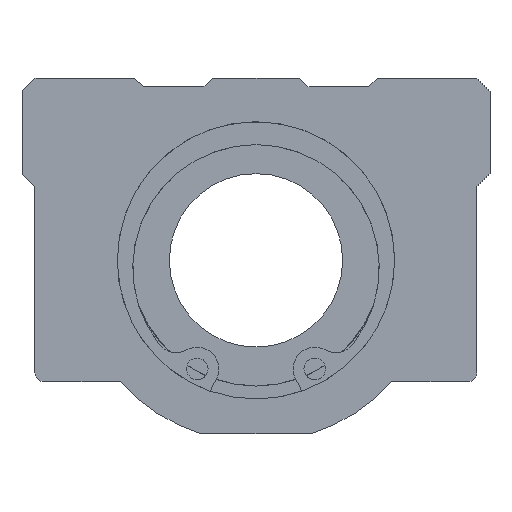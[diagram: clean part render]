
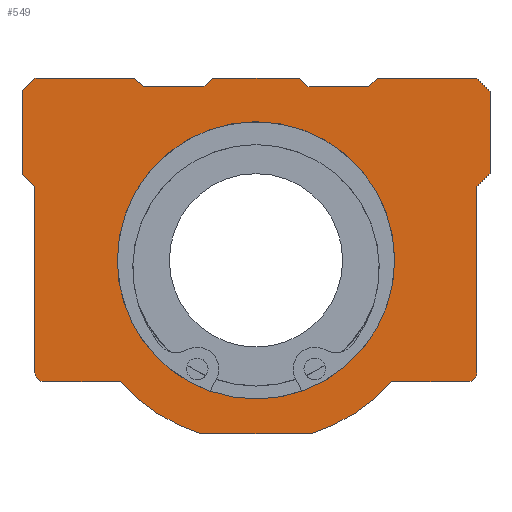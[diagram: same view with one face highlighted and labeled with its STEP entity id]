
A CAD part, left-side view. The second image highlights one B-rep face of the part: STEP entity #549.
In plain terms, the highlighted planar face has unit normal (-1, 0, 0).
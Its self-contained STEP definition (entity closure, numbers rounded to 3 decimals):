
#461=CIRCLE('',#4419,16.);
#469=CIRCLE('',#4438,1.);
#476=CIRCLE('',#4448,1.);
#477=CIRCLE('',#4450,21.);
#478=CIRCLE('',#4451,21.);
#549=ADVANCED_FACE('',(#924,#925),#773,.F.);
#773=PLANE('',#4452);
#924=FACE_BOUND('',#1068,.T.);
#925=FACE_BOUND('',#1069,.T.);
#1068=EDGE_LOOP('',(#2272,#2273,#2274,#2275,#2276,#2277,#2278,#2279,#2280,
#2281,#2282,#2283,#2284,#2285,#2286,#2287,#2288,#2289,#2290,#2291,#2292,
#2293,#2294,#2295));
#1069=EDGE_LOOP('',(#2296));
#1317=LINE('',#5734,#1601);
#1349=LINE('',#6173,#1633);
#1391=LINE('',#6573,#1675);
#1397=LINE('',#6587,#1681);
#1400=LINE('',#6592,#1684);
#1403=LINE('',#6598,#1687);
#1404=LINE('',#6600,#1688);
#1410=LINE('',#6616,#1694);
#1424=LINE('',#6658,#1708);
#1425=LINE('',#6662,#1709);
#1426=LINE('',#6663,#1710);
#1427=LINE('',#6665,#1711);
#1428=LINE('',#6667,#1712);
#1429=LINE('',#6669,#1713);
#1430=LINE('',#6671,#1714);
#1431=LINE('',#6672,#1715);
#1432=LINE('',#6674,#1716);
#1433=LINE('',#6676,#1717);
#1434=LINE('',#6678,#1718);
#1435=LINE('',#6680,#1719);
#1601=VECTOR('',#4623,1.);
#1633=VECTOR('',#4657,1.);
#1675=VECTOR('',#4901,1.);
#1681=VECTOR('',#4909,1.);
#1684=VECTOR('',#4914,1.);
#1687=VECTOR('',#4919,1.);
#1688=VECTOR('',#4922,1.);
#1694=VECTOR('',#4936,1.);
#1708=VECTOR('',#4972,1.);
#1709=VECTOR('',#4975,1.);
#1710=VECTOR('',#4976,1.);
#1711=VECTOR('',#4977,1.);
#1712=VECTOR('',#4978,1.);
#1713=VECTOR('',#4979,1.);
#1714=VECTOR('',#4980,1.);
#1715=VECTOR('',#4981,1.);
#1716=VECTOR('',#4982,1.);
#1717=VECTOR('',#4983,1.);
#1718=VECTOR('',#4984,1.);
#1719=VECTOR('',#4985,1.);
#2272=ORIENTED_EDGE('',*,*,#3715,.F.);
#2273=ORIENTED_EDGE('',*,*,#3718,.F.);
#2274=ORIENTED_EDGE('',*,*,#3739,.F.);
#2275=ORIENTED_EDGE('',*,*,#3740,.F.);
#2276=ORIENTED_EDGE('',*,*,#3741,.F.);
#2277=ORIENTED_EDGE('',*,*,#3742,.F.);
#2278=ORIENTED_EDGE('',*,*,#3737,.F.);
#2279=ORIENTED_EDGE('',*,*,#3580,.F.);
#2280=ORIENTED_EDGE('',*,*,#3743,.F.);
#2281=ORIENTED_EDGE('',*,*,#3744,.F.);
#2282=ORIENTED_EDGE('',*,*,#3745,.F.);
#2283=ORIENTED_EDGE('',*,*,#3746,.F.);
#2284=ORIENTED_EDGE('',*,*,#3747,.F.);
#2285=ORIENTED_EDGE('',*,*,#3710,.F.);
#2286=ORIENTED_EDGE('',*,*,#3703,.F.);
#2287=ORIENTED_EDGE('',*,*,#3706,.F.);
#2288=ORIENTED_EDGE('',*,*,#3697,.F.);
#2289=ORIENTED_EDGE('',*,*,#3709,.F.);
#2290=ORIENTED_EDGE('',*,*,#3748,.F.);
#2291=ORIENTED_EDGE('',*,*,#3749,.F.);
#2292=ORIENTED_EDGE('',*,*,#3750,.F.);
#2293=ORIENTED_EDGE('',*,*,#3751,.F.);
#2294=ORIENTED_EDGE('',*,*,#3752,.F.);
#2295=ORIENTED_EDGE('',*,*,#3518,.F.);
#2296=ORIENTED_EDGE('',*,*,#3690,.T.);
#3127=VERTEX_POINT('',#5732);
#3129=VERTEX_POINT('',#5735);
#3188=VERTEX_POINT('',#6168);
#3190=VERTEX_POINT('',#6172);
#3271=VERTEX_POINT('',#6560);
#3272=VERTEX_POINT('',#6574);
#3273=VERTEX_POINT('',#6575);
#3278=VERTEX_POINT('',#6586);
#3279=VERTEX_POINT('',#6588);
#3281=VERTEX_POINT('',#6597);
#3282=VERTEX_POINT('',#6601);
#3285=VERTEX_POINT('',#6609);
#3287=VERTEX_POINT('',#6615);
#3303=VERTEX_POINT('',#6653);
#3304=VERTEX_POINT('',#6657);
#3305=VERTEX_POINT('',#6659);
#3306=VERTEX_POINT('',#6661);
#3307=VERTEX_POINT('',#6664);
#3308=VERTEX_POINT('',#6666);
#3309=VERTEX_POINT('',#6668);
#3310=VERTEX_POINT('',#6670);
#3311=VERTEX_POINT('',#6673);
#3312=VERTEX_POINT('',#6675);
#3313=VERTEX_POINT('',#6677);
#3314=VERTEX_POINT('',#6679);
#3518=EDGE_CURVE('',#3127,#3129,#1317,.T.);
#3580=EDGE_CURVE('',#3190,#3188,#1349,.T.);
#3690=EDGE_CURVE('',#3271,#3271,#461,.T.);
#3697=EDGE_CURVE('',#3272,#3273,#1391,.T.);
#3703=EDGE_CURVE('',#3278,#3279,#1397,.T.);
#3706=EDGE_CURVE('',#3273,#3278,#1400,.T.);
#3709=EDGE_CURVE('',#3281,#3272,#1403,.T.);
#3710=EDGE_CURVE('',#3279,#3282,#1404,.T.);
#3715=EDGE_CURVE('',#3285,#3127,#469,.T.);
#3718=EDGE_CURVE('',#3287,#3285,#1410,.T.);
#3737=EDGE_CURVE('',#3188,#3303,#476,.T.);
#3739=EDGE_CURVE('',#3304,#3287,#477,.T.);
#3740=EDGE_CURVE('',#3305,#3304,#1424,.T.);
#3741=EDGE_CURVE('',#3306,#3305,#478,.T.);
#3742=EDGE_CURVE('',#3303,#3306,#1425,.T.);
#3743=EDGE_CURVE('',#3307,#3190,#1426,.T.);
#3744=EDGE_CURVE('',#3308,#3307,#1427,.T.);
#3745=EDGE_CURVE('',#3309,#3308,#1428,.T.);
#3746=EDGE_CURVE('',#3310,#3309,#1429,.T.);
#3747=EDGE_CURVE('',#3282,#3310,#1430,.T.);
#3748=EDGE_CURVE('',#3311,#3281,#1431,.T.);
#3749=EDGE_CURVE('',#3312,#3311,#1432,.T.);
#3750=EDGE_CURVE('',#3313,#3312,#1433,.T.);
#3751=EDGE_CURVE('',#3314,#3313,#1434,.T.);
#3752=EDGE_CURVE('',#3129,#3314,#1435,.T.);
#4419=AXIS2_PLACEMENT_3D('',#6559,#4875,#4876);
#4438=AXIS2_PLACEMENT_3D('',#6610,#4930,#4931);
#4448=AXIS2_PLACEMENT_3D('',#6652,#4965,#4966);
#4450=AXIS2_PLACEMENT_3D('',#6656,#4970,#4971);
#4451=AXIS2_PLACEMENT_3D('',#6660,#4973,#4974);
#4452=AXIS2_PLACEMENT_3D('',#6681,#4986,#4987);
#4623=DIRECTION('',(0.,0.,1.));
#4657=DIRECTION('',(0.,0.,-1.));
#4875=DIRECTION('',(1.,0.,0.));
#4876=DIRECTION('',(0.,-1.,0.));
#4901=DIRECTION('',(0.,-0.707,0.707));
#4909=DIRECTION('',(0.,-0.707,-0.707));
#4914=DIRECTION('',(0.,-1.,0.));
#4919=DIRECTION('',(0.,-1.,0.));
#4922=DIRECTION('',(0.,-1.,0.));
#4930=DIRECTION('',(1.,0.,0.));
#4931=DIRECTION('',(0.,0.707,-0.707));
#4936=DIRECTION('',(0.,1.,0.));
#4965=DIRECTION('',(1.,0.,0.));
#4966=DIRECTION('',(0.,-0.707,-0.707));
#4970=DIRECTION('',(1.,0.,0.));
#4971=DIRECTION('',(0.,0.305,-0.952));
#4972=DIRECTION('',(0.,1.,0.));
#4973=DIRECTION('',(1.,0.,0.));
#4974=DIRECTION('',(0.,0.305,-0.952));
#4975=DIRECTION('',(0.,1.,0.));
#4976=DIRECTION('',(0.,0.707,-0.707));
#4977=DIRECTION('',(0.,0.,-1.));
#4978=DIRECTION('',(0.,-0.707,-0.707));
#4979=DIRECTION('',(0.,-1.,0.));
#4980=DIRECTION('',(0.,-0.707,0.707));
#4981=DIRECTION('',(0.,-0.707,-0.707));
#4982=DIRECTION('',(0.,-1.,0.));
#4983=DIRECTION('',(0.,-0.707,0.707));
#4984=DIRECTION('',(0.,0.,1.));
#4985=DIRECTION('',(0.,0.707,0.707));
#4986=DIRECTION('',(1.,0.,0.));
#4987=DIRECTION('',(0.,0.,-1.));
#5732=CARTESIAN_POINT('',(0.,25.5,-13.));
#5734=CARTESIAN_POINT('',(0.,25.5,-13.));
#5735=CARTESIAN_POINT('',(0.,25.5,8.5));
#6168=CARTESIAN_POINT('',(0.,-25.5,-13.));
#6172=CARTESIAN_POINT('',(0.,-25.5,8.5));
#6173=CARTESIAN_POINT('',(0.,-25.5,8.5));
#6559=CARTESIAN_POINT('',(0.,0.,0.));
#6560=CARTESIAN_POINT('',(0.,16.,0.));
#6573=CARTESIAN_POINT('',(0.,6.,20.));
#6574=CARTESIAN_POINT('',(0.,6.,20.));
#6575=CARTESIAN_POINT('',(0.,5.,21.));
#6586=CARTESIAN_POINT('',(0.,-5.,21.));
#6587=CARTESIAN_POINT('',(0.,-5.,21.));
#6588=CARTESIAN_POINT('',(0.,-6.,20.));
#6592=CARTESIAN_POINT('',(0.,5.,21.));
#6597=CARTESIAN_POINT('',(0.,13.,20.));
#6598=CARTESIAN_POINT('',(0.,13.,20.));
#6600=CARTESIAN_POINT('',(0.,-6.,20.));
#6601=CARTESIAN_POINT('',(0.,-13.,20.));
#6609=CARTESIAN_POINT('',(0.,24.5,-14.));
#6610=CARTESIAN_POINT('',(0.,24.5,-13.));
#6615=CARTESIAN_POINT('',(0.,15.652,-14.));
#6616=CARTESIAN_POINT('',(0.,15.652,-14.));
#6652=CARTESIAN_POINT('',(0.,-24.5,-13.));
#6653=CARTESIAN_POINT('',(0.,-24.5,-14.));
#6656=CARTESIAN_POINT('',(0.,0.,0.));
#6657=CARTESIAN_POINT('',(0.,6.403,-20.));
#6658=CARTESIAN_POINT('',(0.,-6.403,-20.));
#6659=CARTESIAN_POINT('',(0.,-6.403,-20.));
#6660=CARTESIAN_POINT('',(0.,0.,0.));
#6661=CARTESIAN_POINT('',(0.,-15.652,-14.));
#6662=CARTESIAN_POINT('',(0.,-24.5,-14.));
#6663=CARTESIAN_POINT('',(0.,-27.,10.));
#6664=CARTESIAN_POINT('',(0.,-27.,10.));
#6665=CARTESIAN_POINT('',(0.,-27.,19.5));
#6666=CARTESIAN_POINT('',(0.,-27.,19.5));
#6667=CARTESIAN_POINT('',(0.,-25.5,21.));
#6668=CARTESIAN_POINT('',(0.,-25.5,21.));
#6669=CARTESIAN_POINT('',(0.,-14.,21.));
#6670=CARTESIAN_POINT('',(0.,-14.,21.));
#6671=CARTESIAN_POINT('',(0.,-13.,20.));
#6672=CARTESIAN_POINT('',(0.,14.,21.));
#6673=CARTESIAN_POINT('',(0.,14.,21.));
#6674=CARTESIAN_POINT('',(0.,25.5,21.));
#6675=CARTESIAN_POINT('',(0.,25.5,21.));
#6676=CARTESIAN_POINT('',(0.,27.,19.5));
#6677=CARTESIAN_POINT('',(0.,27.,19.5));
#6678=CARTESIAN_POINT('',(0.,27.,10.));
#6679=CARTESIAN_POINT('',(0.,27.,10.));
#6680=CARTESIAN_POINT('',(0.,25.5,8.5));
#6681=CARTESIAN_POINT('',(0.,0.,2.194));
